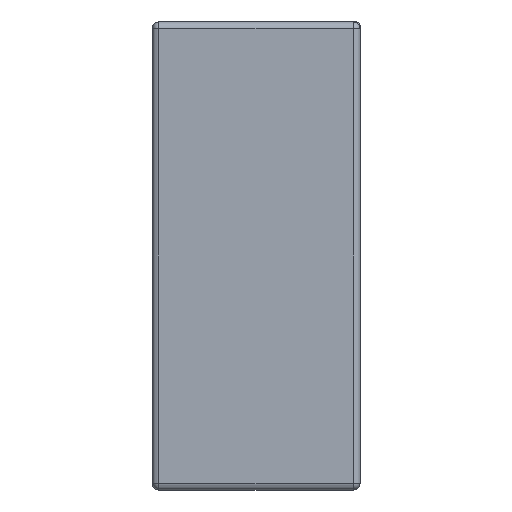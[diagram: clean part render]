
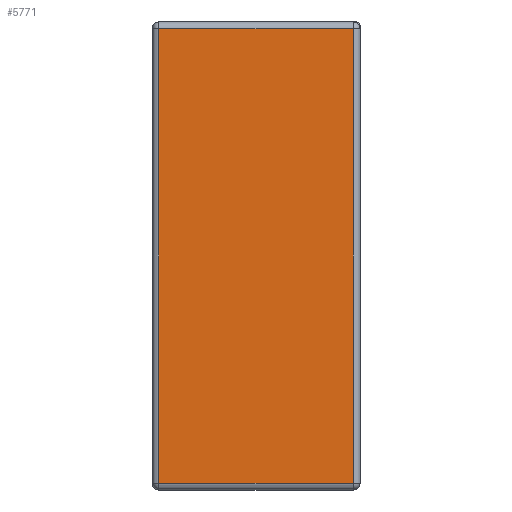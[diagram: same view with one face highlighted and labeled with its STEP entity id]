
A CAD part, left-side view. The second image highlights one B-rep face of the part: STEP entity #5771.
In plain terms, the highlighted planar face has unit normal (-1, 0, 0).
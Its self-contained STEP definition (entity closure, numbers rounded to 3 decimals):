
#5129 = CARTESIAN_POINT ( 'NONE',  ( -1.05, 0.02, 0.655 ) ) ;
#5151 = CARTESIAN_POINT ( 'NONE',  ( -1.05, 0.02, -0.655 ) ) ;
#5152 = DIRECTION ( 'NONE',  ( 0., 0., -1. ) ) ;
#5153 = VECTOR ( 'NONE', #5152, 1000. ) ;
#5154 = CARTESIAN_POINT ( 'NONE',  ( -1.05, 0.58, 0.675 ) ) ;
#5155 = CARTESIAN_POINT ( 'NONE',  ( -1.05, 0.58, 0.655 ) ) ;
#5156 = FACE_OUTER_BOUND ( 'NONE', #5911, .T. ) ;
#5157 = PLANE ( 'NONE',  #5163 ) ;
#5159 = LINE ( 'NONE', #5154, #5153 ) ;
#5163 = AXIS2_PLACEMENT_3D ( 'NONE', #5231, #5230, #5229 ) ;
#5229 = DIRECTION ( 'NONE',  ( 0., 0., -1. ) ) ;
#5230 = DIRECTION ( 'NONE',  ( 1., 0., 0. ) ) ;
#5231 = CARTESIAN_POINT ( 'NONE',  ( -1.05, 0.6, 0.675 ) ) ;
#5403 = DIRECTION ( 'NONE',  ( 0., 1., 0. ) ) ;
#5404 = VECTOR ( 'NONE', #5403, 1000. ) ;
#5405 = CARTESIAN_POINT ( 'NONE',  ( -1.05, 0.6, 0.655 ) ) ;
#5406 = LINE ( 'NONE', #5405, #5404 ) ;
#5569 = DIRECTION ( 'NONE',  ( 0., 0., 1. ) ) ;
#5570 = VECTOR ( 'NONE', #5569, 1000. ) ;
#5571 = CARTESIAN_POINT ( 'NONE',  ( -1.05, 0.02, 0.675 ) ) ;
#5572 = LINE ( 'NONE', #5571, #5570 ) ;
#5576 = CARTESIAN_POINT ( 'NONE',  ( -1.05, 0.58, -0.655 ) ) ;
#5582 = DIRECTION ( 'NONE',  ( 0., -1., 0. ) ) ;
#5583 = VECTOR ( 'NONE', #5582, 1000. ) ;
#5584 = CARTESIAN_POINT ( 'NONE',  ( -1.05, 0.6, -0.655 ) ) ;
#5590 = LINE ( 'NONE', #5584, #5583 ) ;
#5768 = EDGE_CURVE ( 'NONE', #5774, #5880, #5159, .T. ) ;
#5769 = ORIENTED_EDGE ( 'NONE', *, *, #5768, .T. ) ;
#5770 = VERTEX_POINT ( 'NONE', #5151 ) ;
#5771 = ADVANCED_FACE ( 'NONE', ( #5156 ), #5157, .F. ) ;
#5772 = VERTEX_POINT ( 'NONE', #5129 ) ;
#5774 = VERTEX_POINT ( 'NONE', #5155 ) ;
#5799 = ORIENTED_EDGE ( 'NONE', *, *, #5836, .T. ) ;
#5836 = EDGE_CURVE ( 'NONE', #5772, #5774, #5406, .T. ) ;
#5873 = EDGE_CURVE ( 'NONE', #5880, #5770, #5590, .T. ) ;
#5879 = EDGE_CURVE ( 'NONE', #5770, #5772, #5572, .T. ) ;
#5880 = VERTEX_POINT ( 'NONE', #5576 ) ;
#5886 = ORIENTED_EDGE ( 'NONE', *, *, #5879, .T. ) ;
#5890 = ORIENTED_EDGE ( 'NONE', *, *, #5873, .T. ) ;
#5911 = EDGE_LOOP ( 'NONE', ( #5799, #5769, #5890, #5886 ) ) ;
